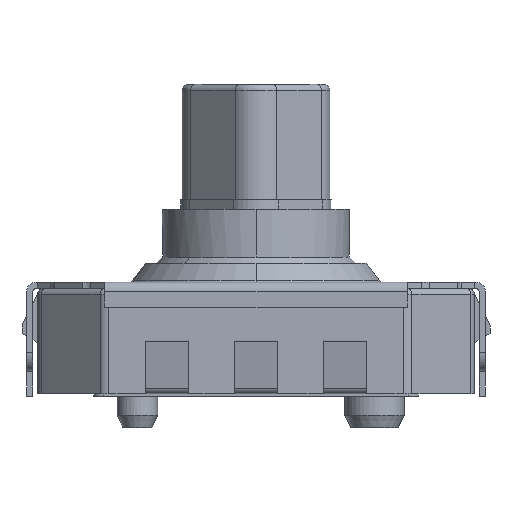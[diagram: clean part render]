
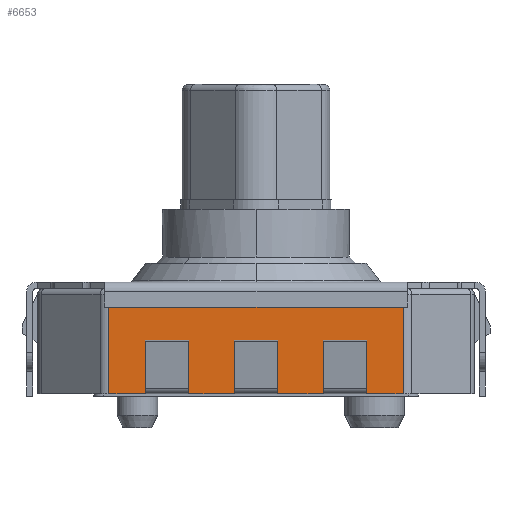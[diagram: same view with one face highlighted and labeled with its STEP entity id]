
A CAD part, left-side view. The second image highlights one B-rep face of the part: STEP entity #6653.
In plain terms, the highlighted planar face has unit normal (-1, 0, 0).
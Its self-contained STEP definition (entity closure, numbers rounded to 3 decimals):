
#120 = EDGE_CURVE ( 'NONE', #4919, #702, #8001, .T. ) ;
#167 = ORIENTED_EDGE ( 'NONE', *, *, #8628, .F. ) ;
#198 = CARTESIAN_POINT ( 'NONE',  ( -3.5, 0., 0.14 ) ) ;
#230 = DIRECTION ( 'NONE',  ( 0., 1., 0. ) ) ;
#254 = VECTOR ( 'NONE', #6833, 1000. ) ;
#356 = ORIENTED_EDGE ( 'NONE', *, *, #9043, .F. ) ;
#655 = DIRECTION ( 'NONE',  ( 0., 0., -1. ) ) ;
#663 = EDGE_CURVE ( 'NONE', #6823, #6282, #4510, .T. ) ;
#664 = EDGE_LOOP ( 'NONE', ( #2419, #9235, #3443, #2544, #4620, #4829, #9055, #167, #1827, #4807, #2239, #356, #7311, #5941, #8397, #8941 ) ) ;
#702 = VERTEX_POINT ( 'NONE', #9266 ) ;
#898 = VERTEX_POINT ( 'NONE', #1941 ) ;
#901 = VERTEX_POINT ( 'NONE', #3375 ) ;
#1021 = LINE ( 'NONE', #4613, #4257 ) ;
#1130 = LINE ( 'NONE', #3216, #9064 ) ;
#1231 = CARTESIAN_POINT ( 'NONE',  ( -3.5, -2.357, 0.04 ) ) ;
#1287 = VERTEX_POINT ( 'NONE', #2836 ) ;
#1482 = CARTESIAN_POINT ( 'NONE',  ( -3.5, -0.35, 0.04 ) ) ;
#1494 = CARTESIAN_POINT ( 'NONE',  ( -3.5, 1.075, 1.73 ) ) ;
#1555 = CARTESIAN_POINT ( 'NONE',  ( -3.5, -2.357, 1.73 ) ) ;
#1571 = LINE ( 'NONE', #1555, #8065 ) ;
#1699 = VERTEX_POINT ( 'NONE', #9919 ) ;
#1790 = CARTESIAN_POINT ( 'NONE',  ( -3.5, 2.357, 0.04 ) ) ;
#1827 = ORIENTED_EDGE ( 'NONE', *, *, #3237, .F. ) ;
#1941 = CARTESIAN_POINT ( 'NONE',  ( -3.5, 0.35, 0.04 ) ) ;
#1980 = DIRECTION ( 'NONE',  ( 0., -1., 0. ) ) ;
#2146 = DIRECTION ( 'NONE',  ( 0., 1., 0. ) ) ;
#2188 = CARTESIAN_POINT ( 'NONE',  ( -3.5, -1.775, 1.73 ) ) ;
#2191 = CARTESIAN_POINT ( 'NONE',  ( -3.5, -0.35, 0.14 ) ) ;
#2237 = VECTOR ( 'NONE', #655, 1000. ) ;
#2239 = ORIENTED_EDGE ( 'NONE', *, *, #5230, .F. ) ;
#2243 = EDGE_CURVE ( 'NONE', #1699, #901, #2282, .T. ) ;
#2282 = LINE ( 'NONE', #2188, #8177 ) ;
#2419 = ORIENTED_EDGE ( 'NONE', *, *, #663, .F. ) ;
#2544 = ORIENTED_EDGE ( 'NONE', *, *, #4890, .F. ) ;
#2594 = EDGE_CURVE ( 'NONE', #3329, #898, #6326, .T. ) ;
#2836 = CARTESIAN_POINT ( 'NONE',  ( -3.5, 1.775, 0.04 ) ) ;
#2969 = DIRECTION ( 'NONE',  ( 0., 1., 0. ) ) ;
#3028 = LINE ( 'NONE', #3369, #8443 ) ;
#3101 = CARTESIAN_POINT ( 'NONE',  ( -3.5, -1.075, 0.14 ) ) ;
#3122 = VERTEX_POINT ( 'NONE', #4302 ) ;
#3132 = DIRECTION ( 'NONE',  ( 0., 0., 1. ) ) ;
#3146 = EDGE_CURVE ( 'NONE', #6414, #5717, #9937, .T. ) ;
#3216 = CARTESIAN_POINT ( 'NONE',  ( -3.5, 0., 0.14 ) ) ;
#3237 = EDGE_CURVE ( 'NONE', #9872, #4750, #1021, .T. ) ;
#3329 = VERTEX_POINT ( 'NONE', #9238 ) ;
#3369 = CARTESIAN_POINT ( 'NONE',  ( -3.5, 0., 0.04 ) ) ;
#3375 = CARTESIAN_POINT ( 'NONE',  ( -3.5, -1.775, 0.14 ) ) ;
#3443 = ORIENTED_EDGE ( 'NONE', *, *, #3146, .F. ) ;
#3611 = LINE ( 'NONE', #7444, #5537 ) ;
#3645 = CARTESIAN_POINT ( 'NONE',  ( -3.5, 0., 0.04 ) ) ;
#3660 = DIRECTION ( 'NONE',  ( 0., 0., -1. ) ) ;
#3681 = DIRECTION ( 'NONE',  ( 0., 1., 0. ) ) ;
#3803 = EDGE_CURVE ( 'NONE', #9772, #1699, #3028, .T. ) ;
#3856 = CARTESIAN_POINT ( 'NONE',  ( -3.5, -0.35, 1.73 ) ) ;
#4010 = AXIS2_PLACEMENT_3D ( 'NONE', #5019, #5923, #8874 ) ;
#4119 = VERTEX_POINT ( 'NONE', #8573 ) ;
#4187 = CARTESIAN_POINT ( 'NONE',  ( -3.5, 1.775, 1.73 ) ) ;
#4225 = DIRECTION ( 'NONE',  ( 0., 1., 0. ) ) ;
#4257 = VECTOR ( 'NONE', #3132, 1000. ) ;
#4302 = CARTESIAN_POINT ( 'NONE',  ( -3.5, 1.775, 0.14 ) ) ;
#4510 = LINE ( 'NONE', #3856, #6184 ) ;
#4517 = DIRECTION ( 'NONE',  ( 0., 0., 1. ) ) ;
#4537 = LINE ( 'NONE', #4187, #8388 ) ;
#4613 = CARTESIAN_POINT ( 'NONE',  ( -3.5, 2.357, 1.73 ) ) ;
#4620 = ORIENTED_EDGE ( 'NONE', *, *, #2243, .F. ) ;
#4750 = VERTEX_POINT ( 'NONE', #9023 ) ;
#4807 = ORIENTED_EDGE ( 'NONE', *, *, #6321, .F. ) ;
#4829 = ORIENTED_EDGE ( 'NONE', *, *, #3803, .F. ) ;
#4856 = VECTOR ( 'NONE', #1980, 1000. ) ;
#4890 = EDGE_CURVE ( 'NONE', #901, #6414, #6601, .T. ) ;
#4919 = VERTEX_POINT ( 'NONE', #7057 ) ;
#5012 = CARTESIAN_POINT ( 'NONE',  ( -3.5, 2.357, 1.63 ) ) ;
#5019 = CARTESIAN_POINT ( 'NONE',  ( -3.5, 0., 1.73 ) ) ;
#5047 = EDGE_CURVE ( 'NONE', #6282, #3329, #9970, .T. ) ;
#5230 = EDGE_CURVE ( 'NONE', #3122, #1287, #4537, .T. ) ;
#5272 = CARTESIAN_POINT ( 'NONE',  ( -3.5, 0.35, 1.73 ) ) ;
#5370 = CARTESIAN_POINT ( 'NONE',  ( -3.5, 0., 0.14 ) ) ;
#5537 = VECTOR ( 'NONE', #2969, 1000. ) ;
#5717 = VERTEX_POINT ( 'NONE', #6684 ) ;
#5868 = VECTOR ( 'NONE', #230, 1000. ) ;
#5923 = DIRECTION ( 'NONE',  ( 1., 0., 0. ) ) ;
#5941 = ORIENTED_EDGE ( 'NONE', *, *, #9315, .F. ) ;
#6184 = VECTOR ( 'NONE', #8583, 1000. ) ;
#6282 = VERTEX_POINT ( 'NONE', #2191 ) ;
#6321 = EDGE_CURVE ( 'NONE', #1287, #9872, #9880, .T. ) ;
#6326 = LINE ( 'NONE', #5272, #2237 ) ;
#6379 = EDGE_CURVE ( 'NONE', #4119, #9772, #1571, .T. ) ;
#6414 = VERTEX_POINT ( 'NONE', #3101 ) ;
#6480 = DIRECTION ( 'NONE',  ( 0., 0., -1. ) ) ;
#6601 = LINE ( 'NONE', #5370, #9385 ) ;
#6653 = ADVANCED_FACE ( 'NONE', ( #8287 ), #8700, .F. ) ;
#6684 = CARTESIAN_POINT ( 'NONE',  ( -3.5, -1.075, 0.04 ) ) ;
#6823 = VERTEX_POINT ( 'NONE', #1482 ) ;
#6833 = DIRECTION ( 'NONE',  ( 0., 1., 0. ) ) ;
#6840 = DIRECTION ( 'NONE',  ( 0., 0., 1. ) ) ;
#6914 = VECTOR ( 'NONE', #6840, 1000. ) ;
#7057 = CARTESIAN_POINT ( 'NONE',  ( -3.5, 1.075, 0.04 ) ) ;
#7311 = ORIENTED_EDGE ( 'NONE', *, *, #120, .F. ) ;
#7444 = CARTESIAN_POINT ( 'NONE',  ( -3.5, 0., 0.04 ) ) ;
#7497 = LINE ( 'NONE', #5012, #4856 ) ;
#7832 = LINE ( 'NONE', #3645, #254 ) ;
#8001 = LINE ( 'NONE', #1494, #6914 ) ;
#8065 = VECTOR ( 'NONE', #9973, 1000. ) ;
#8177 = VECTOR ( 'NONE', #4517, 1000. ) ;
#8277 = CARTESIAN_POINT ( 'NONE',  ( -3.5, 0., 0.04 ) ) ;
#8287 = FACE_OUTER_BOUND ( 'NONE', #664, .T. ) ;
#8388 = VECTOR ( 'NONE', #6480, 1000. ) ;
#8397 = ORIENTED_EDGE ( 'NONE', *, *, #2594, .F. ) ;
#8443 = VECTOR ( 'NONE', #4225, 1000. ) ;
#8573 = CARTESIAN_POINT ( 'NONE',  ( -3.5, -2.357, 1.63 ) ) ;
#8583 = DIRECTION ( 'NONE',  ( 0., 0., 1. ) ) ;
#8614 = DIRECTION ( 'NONE',  ( 0., 1., 0. ) ) ;
#8628 = EDGE_CURVE ( 'NONE', #4750, #4119, #7497, .T. ) ;
#8700 = PLANE ( 'NONE',  #4010 ) ;
#8874 = DIRECTION ( 'NONE',  ( 0., 1., 0. ) ) ;
#8920 = VECTOR ( 'NONE', #3681, 1000. ) ;
#8941 = ORIENTED_EDGE ( 'NONE', *, *, #5047, .F. ) ;
#8956 = CARTESIAN_POINT ( 'NONE',  ( -3.5, -1.075, 1.73 ) ) ;
#8971 = VECTOR ( 'NONE', #3660, 1000. ) ;
#9023 = CARTESIAN_POINT ( 'NONE',  ( -3.5, 2.357, 1.63 ) ) ;
#9043 = EDGE_CURVE ( 'NONE', #702, #3122, #1130, .T. ) ;
#9055 = ORIENTED_EDGE ( 'NONE', *, *, #6379, .F. ) ;
#9064 = VECTOR ( 'NONE', #8614, 1000. ) ;
#9235 = ORIENTED_EDGE ( 'NONE', *, *, #9292, .F. ) ;
#9238 = CARTESIAN_POINT ( 'NONE',  ( -3.5, 0.35, 0.14 ) ) ;
#9266 = CARTESIAN_POINT ( 'NONE',  ( -3.5, 1.075, 0.14 ) ) ;
#9292 = EDGE_CURVE ( 'NONE', #5717, #6823, #7832, .T. ) ;
#9315 = EDGE_CURVE ( 'NONE', #898, #4919, #3611, .T. ) ;
#9385 = VECTOR ( 'NONE', #2146, 1000. ) ;
#9772 = VERTEX_POINT ( 'NONE', #1231 ) ;
#9872 = VERTEX_POINT ( 'NONE', #1790 ) ;
#9880 = LINE ( 'NONE', #8277, #8920 ) ;
#9919 = CARTESIAN_POINT ( 'NONE',  ( -3.5, -1.775, 0.04 ) ) ;
#9937 = LINE ( 'NONE', #8956, #8971 ) ;
#9970 = LINE ( 'NONE', #198, #5868 ) ;
#9973 = DIRECTION ( 'NONE',  ( 0., 0., -1. ) ) ;
